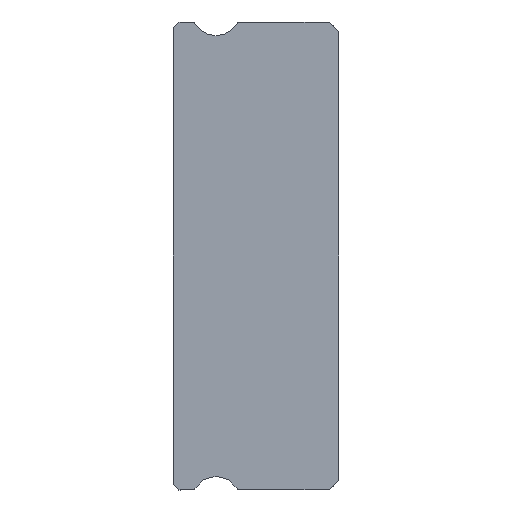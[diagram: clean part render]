
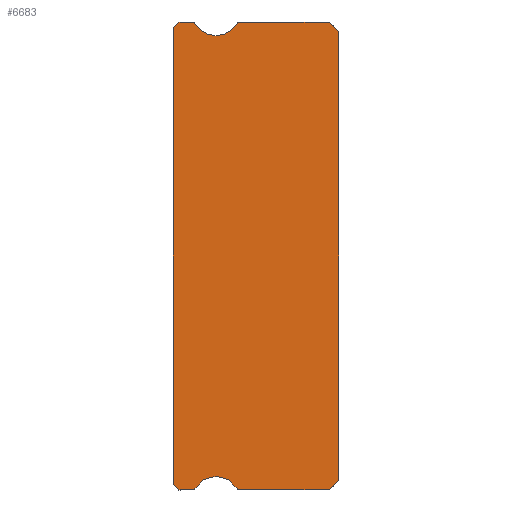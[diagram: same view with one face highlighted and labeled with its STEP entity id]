
A CAD part, left-side view. The second image highlights one B-rep face of the part: STEP entity #6683.
In plain terms, the highlighted planar face has unit normal (-1, 0, 0).
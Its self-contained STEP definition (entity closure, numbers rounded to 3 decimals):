
#86 = EDGE_CURVE ( 'NONE', #2692, #6348, #4204, .T. ) ;
#144 = VERTEX_POINT ( 'NONE', #5258 ) ;
#173 = LINE ( 'NONE', #4308, #4503 ) ;
#211 = DIRECTION ( 'NONE',  ( 0., -0.707, -0.707 ) ) ;
#232 = VECTOR ( 'NONE', #7212, 1000. ) ;
#301 = VERTEX_POINT ( 'NONE', #1251 ) ;
#303 = DIRECTION ( 'NONE',  ( 1., 0., 0. ) ) ;
#369 = VERTEX_POINT ( 'NONE', #5524 ) ;
#428 = CARTESIAN_POINT ( 'NONE',  ( -20., 7.512, -12. ) ) ;
#510 = DIRECTION ( 'NONE',  ( -1., 0., 0. ) ) ;
#621 = DIRECTION ( 'NONE',  ( 0., 0.707, -0.707 ) ) ;
#638 = DIRECTION ( 'NONE',  ( 1., 0., 0. ) ) ;
#706 = LINE ( 'NONE', #6935, #6722 ) ;
#724 = AXIS2_PLACEMENT_3D ( 'NONE', #5566, #8304, #4062 ) ;
#725 = EDGE_CURVE ( 'NONE', #1968, #7505, #5292, .T. ) ;
#739 = CARTESIAN_POINT ( 'NONE',  ( -20., 6.3, -12.55 ) ) ;
#764 = DIRECTION ( 'NONE',  ( 0., 0., -1. ) ) ;
#818 = DIRECTION ( 'NONE',  ( 1., 0., 0. ) ) ;
#873 = CARTESIAN_POINT ( 'NONE',  ( -20., 7.512, 12. ) ) ;
#913 = FACE_OUTER_BOUND ( 'NONE', #1108, .T. ) ;
#1072 = CARTESIAN_POINT ( 'NONE',  ( -20., 7.512, -11.85 ) ) ;
#1108 = EDGE_LOOP ( 'NONE', ( #3618, #6469, #5113, #1710, #5229, #5161, #3628, #1370, #7001, #8820, #1465, #4373, #2319, #2756, #8232, #8888, #2857 ) ) ;
#1245 = DIRECTION ( 'NONE',  ( 0., -0.707, -0.707 ) ) ;
#1251 = CARTESIAN_POINT ( 'NONE',  ( -20., 5.217, -11.925 ) ) ;
#1282 = CARTESIAN_POINT ( 'NONE',  ( -20., 0.5, 12. ) ) ;
#1322 = DIRECTION ( 'NONE',  ( 0., 0., -1. ) ) ;
#1324 = PLANE ( 'NONE',  #3822 ) ;
#1342 = EDGE_CURVE ( 'NONE', #7634, #4592, #7703, .T. ) ;
#1370 = ORIENTED_EDGE ( 'NONE', *, *, #6783, .F. ) ;
#1465 = ORIENTED_EDGE ( 'NONE', *, *, #6158, .F. ) ;
#1466 = AXIS2_PLACEMENT_3D ( 'NONE', #3194, #510, #3237 ) ;
#1486 = DIRECTION ( 'NONE',  ( 0., 0., -1. ) ) ;
#1564 = CARTESIAN_POINT ( 'NONE',  ( -20., 0.5, 12. ) ) ;
#1598 = AXIS2_PLACEMENT_3D ( 'NONE', #4173, #1934, #764 ) ;
#1662 = DIRECTION ( 'NONE',  ( 0., -1., 0. ) ) ;
#1710 = ORIENTED_EDGE ( 'NONE', *, *, #6236, .F. ) ;
#1856 = CARTESIAN_POINT ( 'NONE',  ( -20., 0., 11.5 ) ) ;
#1888 = VERTEX_POINT ( 'NONE', #2395 ) ;
#1934 = DIRECTION ( 'NONE',  ( -1., 0., 0. ) ) ;
#1968 = VERTEX_POINT ( 'NONE', #7540 ) ;
#2026 = CIRCLE ( 'NONE', #1598, 1.25 ) ;
#2148 = CARTESIAN_POINT ( 'NONE',  ( -20., 5.088, -12. ) ) ;
#2190 = CARTESIAN_POINT ( 'NONE',  ( -20., 7.383, 11.925 ) ) ;
#2319 = ORIENTED_EDGE ( 'NONE', *, *, #3281, .F. ) ;
#2325 = DIRECTION ( 'NONE',  ( 0., 1., 0. ) ) ;
#2338 = CARTESIAN_POINT ( 'NONE',  ( -20., 0., -11.5 ) ) ;
#2395 = CARTESIAN_POINT ( 'NONE',  ( -20., 8.5, 11.7 ) ) ;
#2400 = LINE ( 'NONE', #3797, #232 ) ;
#2450 = EDGE_CURVE ( 'NONE', #7038, #301, #8786, .T. ) ;
#2547 = VERTEX_POINT ( 'NONE', #7617 ) ;
#2692 = VERTEX_POINT ( 'NONE', #4539 ) ;
#2756 = ORIENTED_EDGE ( 'NONE', *, *, #3975, .F. ) ;
#2760 = CARTESIAN_POINT ( 'NONE',  ( -20., 5.217, 11.925 ) ) ;
#2857 = ORIENTED_EDGE ( 'NONE', *, *, #4842, .T. ) ;
#2937 = CARTESIAN_POINT ( 'NONE',  ( -20., 8.2, -12. ) ) ;
#3159 = AXIS2_PLACEMENT_3D ( 'NONE', #739, #5518, #1322 ) ;
#3194 = CARTESIAN_POINT ( 'NONE',  ( -20., 6.3, 12.55 ) ) ;
#3237 = DIRECTION ( 'NONE',  ( 0., 0., -1. ) ) ;
#3275 = DIRECTION ( 'NONE',  ( 0., 0., -1. ) ) ;
#3281 = EDGE_CURVE ( 'NONE', #7410, #4958, #2026, .T. ) ;
#3525 = DIRECTION ( 'NONE',  ( 0., -1., 0. ) ) ;
#3618 = ORIENTED_EDGE ( 'NONE', *, *, #8343, .F. ) ;
#3628 = ORIENTED_EDGE ( 'NONE', *, *, #6473, .F. ) ;
#3752 = DIRECTION ( 'NONE',  ( 1., 0., 0. ) ) ;
#3797 = CARTESIAN_POINT ( 'NONE',  ( -20., 7.512, -12. ) ) ;
#3822 = AXIS2_PLACEMENT_3D ( 'NONE', #5471, #818, #1486 ) ;
#3975 = EDGE_CURVE ( 'NONE', #4592, #7410, #5360, .T. ) ;
#4062 = DIRECTION ( 'NONE',  ( 0., 0., -1. ) ) ;
#4173 = CARTESIAN_POINT ( 'NONE',  ( -20., 6.3, 12.55 ) ) ;
#4204 = LINE ( 'NONE', #5621, #4567 ) ;
#4251 = VECTOR ( 'NONE', #5100, 1000. ) ;
#4276 = EDGE_CURVE ( 'NONE', #6348, #8204, #8517, .T. ) ;
#4308 = CARTESIAN_POINT ( 'NONE',  ( -20., 8.2, 12. ) ) ;
#4320 = VECTOR ( 'NONE', #8129, 1000. ) ;
#4373 = ORIENTED_EDGE ( 'NONE', *, *, #8419, .F. ) ;
#4400 = CARTESIAN_POINT ( 'NONE',  ( -20., 7.512, 11.85 ) ) ;
#4503 = VECTOR ( 'NONE', #2325, 1000. ) ;
#4539 = CARTESIAN_POINT ( 'NONE',  ( -20., 8.5, -11.7 ) ) ;
#4567 = VECTOR ( 'NONE', #211, 1000. ) ;
#4592 = VERTEX_POINT ( 'NONE', #2190 ) ;
#4610 = CIRCLE ( 'NONE', #724, 0.15 ) ;
#4699 = EDGE_CURVE ( 'NONE', #7634, #6937, #173, .T. ) ;
#4842 = EDGE_CURVE ( 'NONE', #6937, #1888, #6286, .T. ) ;
#4845 = CIRCLE ( 'NONE', #7445, 0.15 ) ;
#4958 = VERTEX_POINT ( 'NONE', #2760 ) ;
#5100 = DIRECTION ( 'NONE',  ( 0., 0.707, -0.707 ) ) ;
#5113 = ORIENTED_EDGE ( 'NONE', *, *, #4276, .T. ) ;
#5161 = ORIENTED_EDGE ( 'NONE', *, *, #2450, .F. ) ;
#5229 = ORIENTED_EDGE ( 'NONE', *, *, #8313, .F. ) ;
#5238 = VECTOR ( 'NONE', #6906, 1000. ) ;
#5258 = CARTESIAN_POINT ( 'NONE',  ( -20., 0.5, -12. ) ) ;
#5292 = LINE ( 'NONE', #1856, #5238 ) ;
#5360 = CIRCLE ( 'NONE', #1466, 1.25 ) ;
#5400 = AXIS2_PLACEMENT_3D ( 'NONE', #4400, #303, #7779 ) ;
#5471 = CARTESIAN_POINT ( 'NONE',  ( -20., 7.512, 11.85 ) ) ;
#5518 = DIRECTION ( 'NONE',  ( -1., 0., 0. ) ) ;
#5524 = CARTESIAN_POINT ( 'NONE',  ( -20., 5.088, 12. ) ) ;
#5566 = CARTESIAN_POINT ( 'NONE',  ( -20., 5.088, 11.85 ) ) ;
#5621 = CARTESIAN_POINT ( 'NONE',  ( -20., 8.2, -12. ) ) ;
#5662 = VECTOR ( 'NONE', #621, 1000. ) ;
#5849 = DIRECTION ( 'NONE',  ( 0., 0., -1. ) ) ;
#5947 = VERTEX_POINT ( 'NONE', #1564 ) ;
#6039 = CARTESIAN_POINT ( 'NONE',  ( -20., 8.2, 12. ) ) ;
#6158 = EDGE_CURVE ( 'NONE', #369, #5947, #706, .T. ) ;
#6189 = VECTOR ( 'NONE', #1245, 1000. ) ;
#6231 = LINE ( 'NONE', #7502, #4320 ) ;
#6236 = EDGE_CURVE ( 'NONE', #2547, #8204, #4845, .T. ) ;
#6286 = LINE ( 'NONE', #6977, #5662 ) ;
#6348 = VERTEX_POINT ( 'NONE', #2937 ) ;
#6469 = ORIENTED_EDGE ( 'NONE', *, *, #86, .T. ) ;
#6473 = EDGE_CURVE ( 'NONE', #144, #7038, #2400, .T. ) ;
#6675 = VECTOR ( 'NONE', #1662, 1000. ) ;
#6683 = ADVANCED_FACE ( 'NONE', ( #913 ), #1324, .F. ) ;
#6722 = VECTOR ( 'NONE', #3525, 1000. ) ;
#6783 = EDGE_CURVE ( 'NONE', #1968, #144, #8521, .T. ) ;
#6818 = CARTESIAN_POINT ( 'NONE',  ( -20., 5.088, -11.85 ) ) ;
#6906 = DIRECTION ( 'NONE',  ( 0., 0., 1. ) ) ;
#6935 = CARTESIAN_POINT ( 'NONE',  ( -20., 7.512, 12. ) ) ;
#6937 = VERTEX_POINT ( 'NONE', #6039 ) ;
#6977 = CARTESIAN_POINT ( 'NONE',  ( -20., 8.5, 11.7 ) ) ;
#7001 = ORIENTED_EDGE ( 'NONE', *, *, #725, .T. ) ;
#7038 = VERTEX_POINT ( 'NONE', #2148 ) ;
#7077 = CIRCLE ( 'NONE', #3159, 1.25 ) ;
#7212 = DIRECTION ( 'NONE',  ( 0., 1., 0. ) ) ;
#7410 = VERTEX_POINT ( 'NONE', #7868 ) ;
#7445 = AXIS2_PLACEMENT_3D ( 'NONE', #1072, #3752, #5849 ) ;
#7502 = CARTESIAN_POINT ( 'NONE',  ( -20., 8.5, 11.85 ) ) ;
#7505 = VERTEX_POINT ( 'NONE', #8856 ) ;
#7540 = CARTESIAN_POINT ( 'NONE',  ( -20., 0., -11.5 ) ) ;
#7542 = LINE ( 'NONE', #1282, #6189 ) ;
#7617 = CARTESIAN_POINT ( 'NONE',  ( -20., 7.383, -11.925 ) ) ;
#7634 = VERTEX_POINT ( 'NONE', #873 ) ;
#7703 = CIRCLE ( 'NONE', #5400, 0.15 ) ;
#7779 = DIRECTION ( 'NONE',  ( 0., 0., -1. ) ) ;
#7868 = CARTESIAN_POINT ( 'NONE',  ( -20., 6.3, 11.3 ) ) ;
#8129 = DIRECTION ( 'NONE',  ( 0., 0., 1. ) ) ;
#8203 = AXIS2_PLACEMENT_3D ( 'NONE', #6818, #638, #3275 ) ;
#8204 = VERTEX_POINT ( 'NONE', #428 ) ;
#8232 = ORIENTED_EDGE ( 'NONE', *, *, #1342, .F. ) ;
#8304 = DIRECTION ( 'NONE',  ( 1., 0., 0. ) ) ;
#8313 = EDGE_CURVE ( 'NONE', #301, #2547, #7077, .T. ) ;
#8335 = EDGE_CURVE ( 'NONE', #5947, #7505, #7542, .T. ) ;
#8343 = EDGE_CURVE ( 'NONE', #2692, #1888, #6231, .T. ) ;
#8419 = EDGE_CURVE ( 'NONE', #4958, #369, #4610, .T. ) ;
#8517 = LINE ( 'NONE', #8608, #6675 ) ;
#8521 = LINE ( 'NONE', #2338, #4251 ) ;
#8608 = CARTESIAN_POINT ( 'NONE',  ( -20., 7.512, -12. ) ) ;
#8786 = CIRCLE ( 'NONE', #8203, 0.15 ) ;
#8820 = ORIENTED_EDGE ( 'NONE', *, *, #8335, .F. ) ;
#8856 = CARTESIAN_POINT ( 'NONE',  ( -20., 0., 11.5 ) ) ;
#8888 = ORIENTED_EDGE ( 'NONE', *, *, #4699, .T. ) ;
